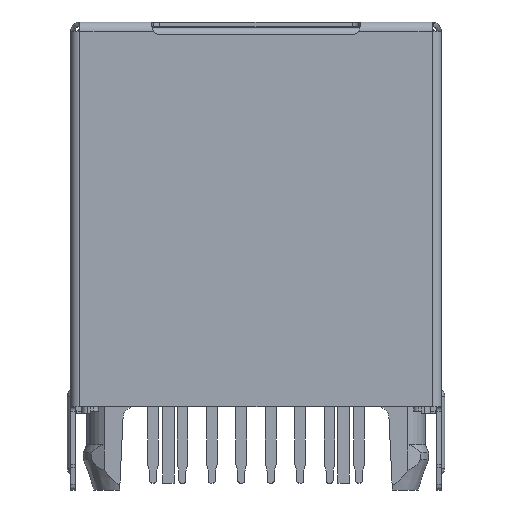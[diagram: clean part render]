
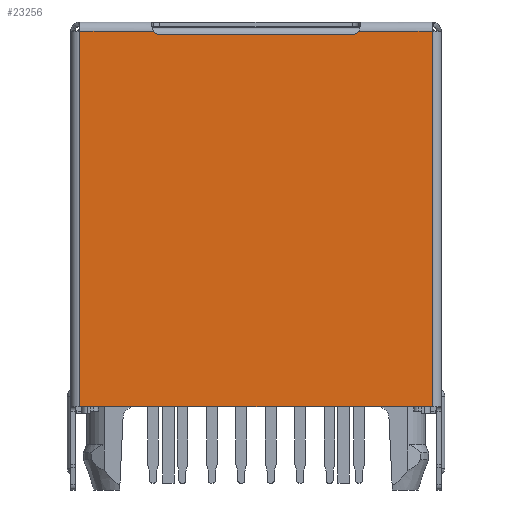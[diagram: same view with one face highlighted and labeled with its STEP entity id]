
A CAD part, front view. The second image highlights one B-rep face of the part: STEP entity #23256.
In plain terms, the highlighted planar face has unit normal (0, -1, 0).
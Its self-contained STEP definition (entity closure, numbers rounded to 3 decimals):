
#3001=DIRECTION('',(0.,0.,1.));
#3002=VECTOR('',#3001,16.2);
#3003=CARTESIAN_POINT('',(7.6,-16.82,-16.6));
#3004=LINE('',#3003,#3002);
#3005=CARTESIAN_POINT('',(4.15,-16.82,-0.19));
#3006=DIRECTION('',(0.,-1.,0.));
#3007=DIRECTION('',(0.,0.,-1.));
#3008=AXIS2_PLACEMENT_3D('',#3005,#3006,#3007);
#3010=DIRECTION('',(-1.,0.,0.));
#3011=VECTOR('',#3010,15.2);
#3012=CARTESIAN_POINT('',(7.6,-16.82,-16.6));
#3013=LINE('',#3012,#3011);
#3014=CARTESIAN_POINT('',(-4.15,-16.82,-0.19));
#3015=DIRECTION('',(0.,-1.,0.));
#3016=DIRECTION('',(-0.8,0.,-0.6));
#3017=AXIS2_PLACEMENT_3D('',#3014,#3015,#3016);
#3019=DIRECTION('',(-1.,0.,0.));
#3020=VECTOR('',#3019,8.3);
#3021=CARTESIAN_POINT('',(4.15,-16.82,-0.54));
#3022=LINE('',#3021,#3020);
#4280=DIRECTION('',(-1.,0.,0.));
#4281=VECTOR('',#4280,3.17);
#4282=CARTESIAN_POINT('',(-4.43,-16.82,-0.4));
#4283=LINE('',#4282,#4281);
#4660=DIRECTION('',(-1.,0.,0.));
#4661=VECTOR('',#4660,3.17);
#4662=CARTESIAN_POINT('',(7.6,-16.82,-0.4));
#4663=LINE('',#4662,#4661);
#4923=DIRECTION('',(0.,0.,-1.));
#4924=VECTOR('',#4923,16.2);
#4925=CARTESIAN_POINT('',(-7.6,-16.82,-0.4));
#4926=LINE('',#4925,#4924);
#15316=CARTESIAN_POINT('',(-7.6,-16.82,-0.4));
#15317=VERTEX_POINT('',#15316);
#15326=CARTESIAN_POINT('',(-7.6,-16.82,-16.6));
#15327=VERTEX_POINT('',#15326);
#15328=CARTESIAN_POINT('',(7.6,-16.82,-16.6));
#15329=VERTEX_POINT('',#15328);
#15410=CARTESIAN_POINT('',(7.6,-16.82,-0.4));
#15411=VERTEX_POINT('',#15410);
#15412=CARTESIAN_POINT('',(4.15,-16.82,-0.54));
#15413=CARTESIAN_POINT('',(-4.15,-16.82,-0.54));
#15414=VERTEX_POINT('',#15412);
#15415=VERTEX_POINT('',#15413);
#15416=CARTESIAN_POINT('',(4.43,-16.82,-0.4));
#15417=VERTEX_POINT('',#15416);
#15418=CARTESIAN_POINT('',(-4.43,-16.82,-0.4));
#15419=VERTEX_POINT('',#15418);
#23235=CARTESIAN_POINT('',(0.,-16.82,-8.5));
#23236=DIRECTION('',(0.,1.,0.));
#23237=DIRECTION('',(-1.,0.,0.));
#23238=AXIS2_PLACEMENT_3D('',#23235,#23236,#23237);
#23239=PLANE('',#23238);
#23241=ORIENTED_EDGE('',*,*,#23240,.F.);
#23243=ORIENTED_EDGE('',*,*,#23242,.T.);
#23245=ORIENTED_EDGE('',*,*,#23244,.F.);
#23246=ORIENTED_EDGE('',*,*,#23221,.F.);
#23247=ORIENTED_EDGE('',*,*,#22978,.T.);
#23249=ORIENTED_EDGE('',*,*,#23248,.F.);
#23251=ORIENTED_EDGE('',*,*,#23250,.F.);
#23253=ORIENTED_EDGE('',*,*,#23252,.T.);
#23254=EDGE_LOOP('',(#23241,#23243,#23245,#23246,#23247,#23249,#23251,#23253));
#23255=FACE_OUTER_BOUND('',#23254,.F.);
#3009=CIRCLE('',#3008,0.35);
#3018=CIRCLE('',#3017,0.35);
#22978=EDGE_CURVE('',#15329,#15327,#3013,.T.);
#23221=EDGE_CURVE('',#15329,#15411,#3004,.T.);
#23240=EDGE_CURVE('',#15414,#15415,#3022,.T.);
#23242=EDGE_CURVE('',#15414,#15417,#3009,.T.);
#23244=EDGE_CURVE('',#15411,#15417,#4663,.T.);
#23248=EDGE_CURVE('',#15317,#15327,#4926,.T.);
#23250=EDGE_CURVE('',#15419,#15317,#4283,.T.);
#23252=EDGE_CURVE('',#15419,#15415,#3018,.T.);
#23256=ADVANCED_FACE('',(#23255),#23239,.F.);
